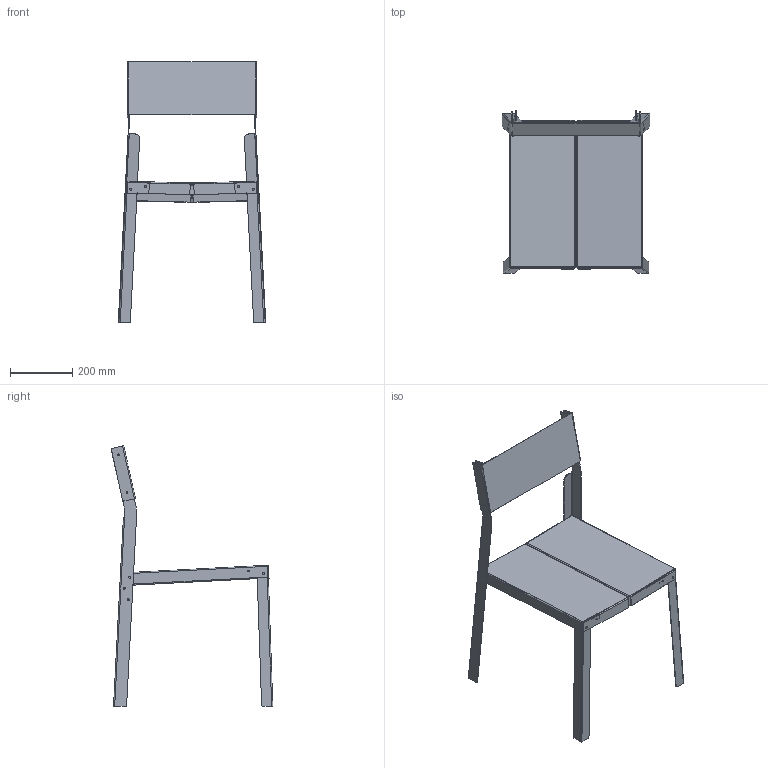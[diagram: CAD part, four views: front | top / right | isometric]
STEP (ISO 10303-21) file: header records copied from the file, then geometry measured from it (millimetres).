
FILE_DESCRIPTION(/* description */ (''),/* implementation_level */ '2;1');
FILE_NAME(/* name */ 'THE CHAIR v3',/* time_stamp */ '2023-08-07T16:41:36+02:00',/* author */ (''),/* organization */ (''),/* preprocessor_version */ 'ST-DEVELOPER v16.5',/* originating_system */ 'Rhino 7.13',/* authorisation */ '');
FILE_SCHEMA (('CONFIG_CONTROL_DESIGN'));
Length unit declared in the file: millimetre
Products named in the file (1): Document
Bounding box: 475.08 x 520.87 x 839.24 mm (x, y, z)
Volume: 1170122.1 mm3; surface area: 1191069.5 mm2
Topology: 9 solids, 9 shells, 307 faces, 755 edges, 466 vertices
Faces by surface type: cylinder 118, plane 105, bspline 84
Full cylindrical faces by diameter (mm): 6 x64
Entity records: 12381 total; most frequent: CARTESIAN_POINT 7163, ORIENTED_EDGE 1510, EDGE_CURVE 755, VERTEX_POINT 466, B_SPLINE_CURVE_WITH_KNOTS 459, EDGE_LOOP 435, ADVANCED_FACE 307, FACE_OUTER_BOUND 307
